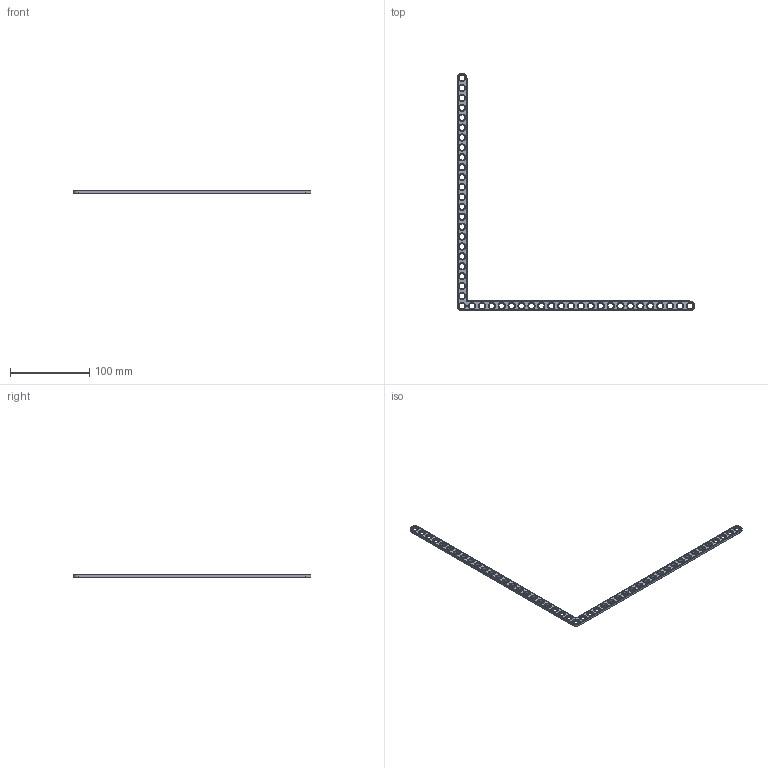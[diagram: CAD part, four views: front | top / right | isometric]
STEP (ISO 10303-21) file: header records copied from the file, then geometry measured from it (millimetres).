
FILE_DESCRIPTION(('FreeCAD Model'),'2;1');
FILE_NAME('Open CASCADE Shape Model','2024-02-09T22:46:36',(''),(''), 'Open CASCADE STEP processor 7.6','FreeCAD','Unknown');
FILE_SCHEMA(('AUTOMOTIVE_DESIGN { 1 0 10303 214 1 1 1 1 }'));
Products named in the file (1): Brace AGD 90 SYM ERR BU24x00.25 - SPN-BRC-0632 (stemfie.org)
Bounding box: 300 x 300 x 3.12 mm (x, y, z)
Volume: 16388.2 mm3; surface area: 17663.3 mm2
Topology: 1 solids, 1 shells, 804 faces, 2055 edges, 1334 vertices
Faces by surface type: plane 376, extrusion 228, cone 100, cylinder 100
Full cylindrical faces by diameter (mm): 7 x47, 9.2 x47
Entity records: 52861 total; most frequent: CARTESIAN_POINT 12800, DIRECTION 6613, VECTOR 4706, LINE 4478, ORIENTED_EDGE 4110, PCURVE 4110, DEFINITIONAL_REPRESENTATION 4110, EDGE_CURVE 2055
